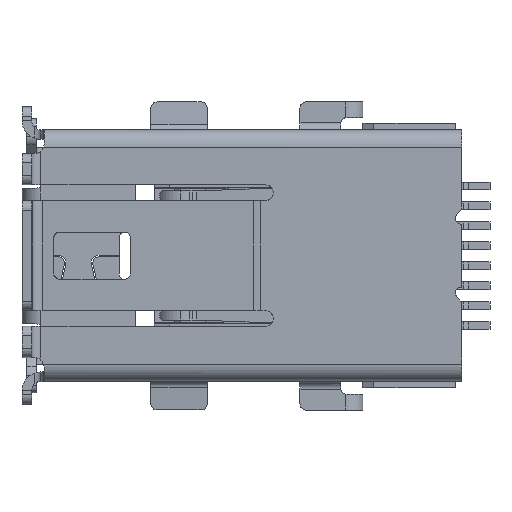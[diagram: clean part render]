
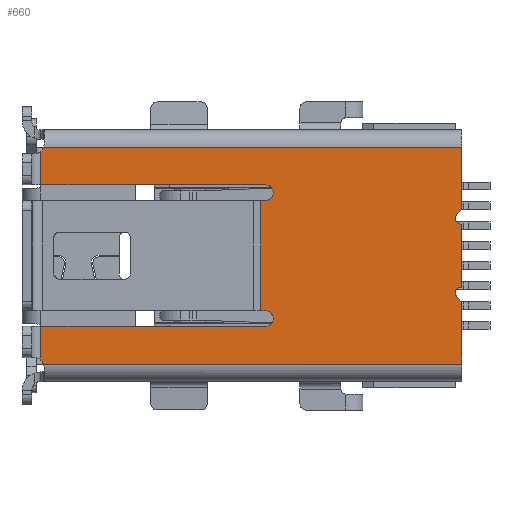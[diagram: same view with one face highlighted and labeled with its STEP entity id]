
A CAD part, top view. The second image highlights one B-rep face of the part: STEP entity #660.
In plain terms, the highlighted planar face has unit normal (0, 0, 1).
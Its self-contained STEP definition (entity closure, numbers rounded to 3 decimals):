
#77=CARTESIAN_POINT('',(2.599,-1.7,2.187));
#78=VERTEX_POINT('',#77);
#79=CARTESIAN_POINT('',(2.443,-1.7,2.187));
#80=VERTEX_POINT('',#79);
#81=CARTESIAN_POINT('',(2.599,-1.7,2.187));
#82=DIRECTION('',(-1.,0.,0.));
#83=VECTOR('',#82,0.156);
#84=LINE('',#81,#83);
#85=EDGE_CURVE('',#78,#80,#84,.T.);
#467=CARTESIAN_POINT('',(2.849,-1.95,2.187));
#468=VERTEX_POINT('',#467);
#475=CARTESIAN_POINT('',(2.599,-1.95,2.187));
#476=DIRECTION('',(1.,0.,0.));
#477=DIRECTION('',(0.,0.,1.));
#478=AXIS2_PLACEMENT_3D('',#475,#477,#476);
#479=CIRCLE('',#478,0.25);
#480=EDGE_CURVE('',#468,#78,#479,.T.);
#486=CARTESIAN_POINT('',(2.148,0.05,2.187));
#487=DIRECTION('',(0.,1.,0.));
#488=DIRECTION('',(0.,0.,1.));
#489=AXIS2_PLACEMENT_3D('',#486,#488,#487);
#490=PLANE('',#489);
#491=CARTESIAN_POINT('',(2.599,2.3,2.187));
#492=VERTEX_POINT('',#491);
#493=CARTESIAN_POINT('',(2.849,2.05,2.187));
#494=VERTEX_POINT('',#493);
#495=CARTESIAN_POINT('',(2.599,2.05,2.187));
#496=DIRECTION('',(0.,1.,0.));
#497=DIRECTION('',(0.,0.,-1.));
#498=AXIS2_PLACEMENT_3D('',#495,#497,#496);
#499=CIRCLE('',#498,0.25);
#500=EDGE_CURVE('',#492,#494,#499,.T.);
#501=ORIENTED_EDGE('',*,*,#500,.T.);
#502=CARTESIAN_POINT('',(2.599,1.8,2.187));
#503=VERTEX_POINT('',#502);
#504=CARTESIAN_POINT('',(2.599,2.05,2.187));
#505=DIRECTION('',(1.,0.,0.));
#506=DIRECTION('',(0.,0.,-1.));
#507=AXIS2_PLACEMENT_3D('',#504,#506,#505);
#508=CIRCLE('',#507,0.25);
#509=EDGE_CURVE('',#494,#503,#508,.T.);
#510=ORIENTED_EDGE('',*,*,#509,.T.);
#511=CARTESIAN_POINT('',(2.443,1.8,2.187));
#512=VERTEX_POINT('',#511);
#513=CARTESIAN_POINT('',(2.599,1.8,2.187));
#514=DIRECTION('',(-1.,0.,0.));
#515=VECTOR('',#514,0.156);
#516=LINE('',#513,#515);
#517=EDGE_CURVE('',#503,#512,#516,.T.);
#518=ORIENTED_EDGE('',*,*,#517,.T.);
#519=CARTESIAN_POINT('',(2.443,1.8,2.187));
#520=DIRECTION('',(0.,-1.,0.));
#521=VECTOR('',#520,3.5);
#522=LINE('',#519,#521);
#523=EDGE_CURVE('',#512,#80,#522,.T.);
#524=ORIENTED_EDGE('',*,*,#523,.T.);
#525=ORIENTED_EDGE('',*,*,#85,.F.);
#526=ORIENTED_EDGE('',*,*,#480,.F.);
#527=CARTESIAN_POINT('',(2.599,-2.2,2.187));
#528=VERTEX_POINT('',#527);
#529=CARTESIAN_POINT('',(2.599,-1.95,2.187));
#530=DIRECTION('',(1.,0.,0.));
#531=DIRECTION('',(0.,0.,-1.));
#532=AXIS2_PLACEMENT_3D('',#529,#531,#530);
#533=CIRCLE('',#532,0.25);
#534=EDGE_CURVE('',#468,#528,#533,.T.);
#535=ORIENTED_EDGE('',*,*,#534,.T.);
#536=CARTESIAN_POINT('',(-4.551,-2.2,2.187));
#537=VERTEX_POINT('',#536);
#538=CARTESIAN_POINT('',(2.599,-2.2,2.187));
#539=DIRECTION('',(-1.,0.,0.));
#540=VECTOR('',#539,7.15);
#541=LINE('',#538,#540);
#542=EDGE_CURVE('',#528,#537,#541,.T.);
#543=ORIENTED_EDGE('',*,*,#542,.T.);
#544=CARTESIAN_POINT('',(-4.551,-3.276,2.187));
#545=VERTEX_POINT('',#544);
#546=CARTESIAN_POINT('',(-4.551,-2.2,2.187));
#547=DIRECTION('',(0.,-1.,0.));
#548=VECTOR('',#547,1.076);
#549=LINE('',#546,#548);
#550=EDGE_CURVE('',#537,#545,#549,.T.);
#551=ORIENTED_EDGE('',*,*,#550,.T.);
#552=CARTESIAN_POINT('',(-4.467,-3.405,2.187));
#553=VERTEX_POINT('',#552);
#554=CARTESIAN_POINT('',(-4.751,-3.5,2.187));
#555=DIRECTION('',(0.667,0.745,0.));
#556=DIRECTION('',(0.,0.,-1.));
#557=AXIS2_PLACEMENT_3D('',#554,#556,#555);
#558=CIRCLE('',#557,0.3);
#559=EDGE_CURVE('',#545,#553,#558,.T.);
#560=ORIENTED_EDGE('',*,*,#559,.T.);
#561=CARTESIAN_POINT('',(8.849,-3.405,2.187));
#562=VERTEX_POINT('',#561);
#563=CARTESIAN_POINT('',(-4.467,-3.405,2.187));
#564=DIRECTION('',(1.,0.,0.));
#565=VECTOR('',#564,13.315);
#566=LINE('',#563,#565);
#567=EDGE_CURVE('',#553,#562,#566,.T.);
#568=ORIENTED_EDGE('',*,*,#567,.T.);
#569=CARTESIAN_POINT('',(8.849,-1.433,2.187));
#570=VERTEX_POINT('',#569);
#571=CARTESIAN_POINT('',(8.849,-3.405,2.187));
#572=DIRECTION('',(0.,1.,0.));
#573=VECTOR('',#572,1.972);
#574=LINE('',#571,#573);
#575=EDGE_CURVE('',#562,#570,#574,.T.);
#576=ORIENTED_EDGE('',*,*,#575,.T.);
#577=CARTESIAN_POINT('',(8.707,-1.291,2.187));
#578=VERTEX_POINT('',#577);
#579=CARTESIAN_POINT('',(8.849,-1.433,2.187));
#580=DIRECTION('',(-0.707,0.707,0.));
#581=VECTOR('',#580,0.2);
#582=LINE('',#579,#581);
#583=EDGE_CURVE('',#570,#578,#582,.T.);
#584=ORIENTED_EDGE('',*,*,#583,.T.);
#585=CARTESIAN_POINT('',(8.849,-0.95,2.187));
#586=VERTEX_POINT('',#585);
#587=CARTESIAN_POINT('',(8.849,-1.15,2.187));
#588=DIRECTION('',(-0.707,-0.707,0.));
#589=DIRECTION('',(0.,0.,-1.));
#590=AXIS2_PLACEMENT_3D('',#587,#589,#588);
#591=CIRCLE('',#590,0.2);
#592=EDGE_CURVE('',#578,#586,#591,.T.);
#593=ORIENTED_EDGE('',*,*,#592,.T.);
#594=CARTESIAN_POINT('',(8.849,1.05,2.187));
#595=VERTEX_POINT('',#594);
#596=CARTESIAN_POINT('',(8.849,-0.95,2.187));
#597=DIRECTION('',(0.,1.,0.));
#598=VECTOR('',#597,2.);
#599=LINE('',#596,#598);
#600=EDGE_CURVE('',#586,#595,#599,.T.);
#601=ORIENTED_EDGE('',*,*,#600,.T.);
#602=CARTESIAN_POINT('',(8.707,1.391,2.187));
#603=VERTEX_POINT('',#602);
#604=CARTESIAN_POINT('',(8.849,1.25,2.187));
#605=DIRECTION('',(0.,-1.,0.));
#606=DIRECTION('',(0.,0.,-1.));
#607=AXIS2_PLACEMENT_3D('',#604,#606,#605);
#608=CIRCLE('',#607,0.2);
#609=EDGE_CURVE('',#595,#603,#608,.T.);
#610=ORIENTED_EDGE('',*,*,#609,.T.);
#611=CARTESIAN_POINT('',(8.849,1.533,2.187));
#612=VERTEX_POINT('',#611);
#613=CARTESIAN_POINT('',(8.707,1.391,2.187));
#614=DIRECTION('',(0.707,0.707,0.));
#615=VECTOR('',#614,0.2);
#616=LINE('',#613,#615);
#617=EDGE_CURVE('',#603,#612,#616,.T.);
#618=ORIENTED_EDGE('',*,*,#617,.T.);
#619=CARTESIAN_POINT('',(8.849,3.505,2.187));
#620=VERTEX_POINT('',#619);
#621=CARTESIAN_POINT('',(8.849,1.533,2.187));
#622=DIRECTION('',(0.,1.,0.));
#623=VECTOR('',#622,1.972);
#624=LINE('',#621,#623);
#625=EDGE_CURVE('',#612,#620,#624,.T.);
#626=ORIENTED_EDGE('',*,*,#625,.T.);
#627=CARTESIAN_POINT('',(-4.467,3.505,2.187));
#628=VERTEX_POINT('',#627);
#629=CARTESIAN_POINT('',(8.849,3.505,2.187));
#630=DIRECTION('',(-1.,0.,0.));
#631=VECTOR('',#630,13.315);
#632=LINE('',#629,#631);
#633=EDGE_CURVE('',#620,#628,#632,.T.);
#634=ORIENTED_EDGE('',*,*,#633,.T.);
#635=CARTESIAN_POINT('',(-4.551,3.376,2.187));
#636=VERTEX_POINT('',#635);
#637=CARTESIAN_POINT('',(-4.751,3.6,2.187));
#638=DIRECTION('',(0.949,-0.317,0.));
#639=DIRECTION('',(0.,0.,-1.));
#640=AXIS2_PLACEMENT_3D('',#637,#639,#638);
#641=CIRCLE('',#640,0.3);
#642=EDGE_CURVE('',#628,#636,#641,.T.);
#643=ORIENTED_EDGE('',*,*,#642,.T.);
#644=CARTESIAN_POINT('',(-4.551,2.3,2.187));
#645=VERTEX_POINT('',#644);
#646=CARTESIAN_POINT('',(-4.551,3.376,2.187));
#647=DIRECTION('',(0.,-1.,0.));
#648=VECTOR('',#647,1.076);
#649=LINE('',#646,#648);
#650=EDGE_CURVE('',#636,#645,#649,.T.);
#651=ORIENTED_EDGE('',*,*,#650,.T.);
#652=CARTESIAN_POINT('',(-4.551,2.3,2.187));
#653=DIRECTION('',(1.,0.,0.));
#654=VECTOR('',#653,7.15);
#655=LINE('',#652,#654);
#656=EDGE_CURVE('',#645,#492,#655,.T.);
#657=ORIENTED_EDGE('',*,*,#656,.T.);
#658=EDGE_LOOP('',(#501,#510,#518,#524,#525,#526,#535,#543,#551,#560,#568,#576,#584,#593,#601,#610,#618,#626,#634,#643,#651,#657));
#659=FACE_OUTER_BOUND('',#658,.T.);
#660=ADVANCED_FACE('',(#659),#490,.T.);
